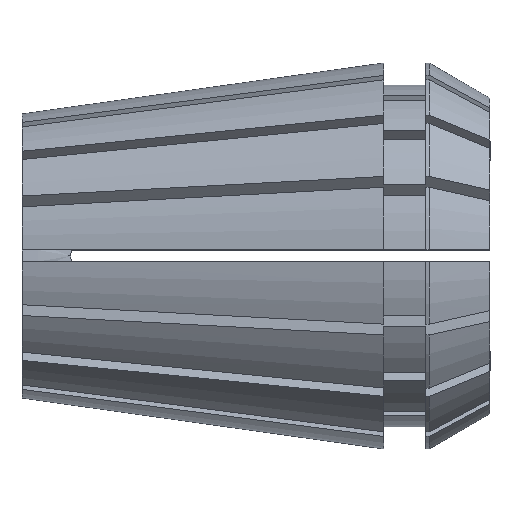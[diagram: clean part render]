
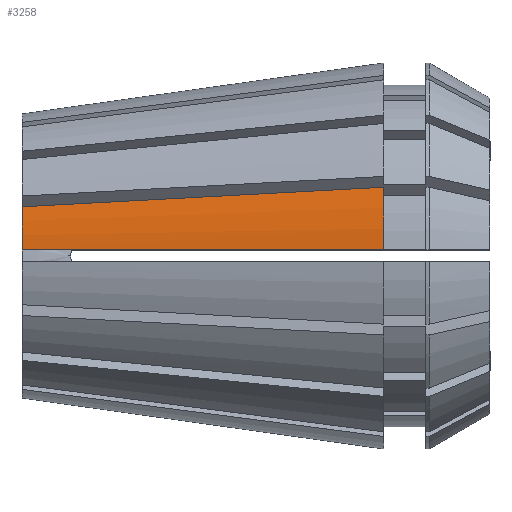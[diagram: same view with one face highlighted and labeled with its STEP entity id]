
A CAD part, top view. The second image highlights one B-rep face of the part: STEP entity #3258.
In plain terms, the highlighted conical face has half-angle 8 degrees and reference radius 16.5 mm.
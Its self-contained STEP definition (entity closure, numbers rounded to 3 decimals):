
#58 = CIRCLE ( 'NONE', #4665, 12.158 ) ;
#70 = CARTESIAN_POINT ( 'NONE',  ( 30.9, 5.85, 15.429 ) ) ;
#170 = CARTESIAN_POINT ( 'NONE',  ( 0., 0.5, 12.147 ) ) ;
#432 = EDGE_CURVE ( 'NONE', #4614, #4819, #2144, .T. ) ;
#794 = CARTESIAN_POINT ( 'NONE',  ( 29.285, 0.5, 16.266 ) ) ;
#1016 = FACE_OUTER_BOUND ( 'NONE', #2874, .T. ) ;
#1072 = CARTESIAN_POINT ( 'NONE',  ( 24.391, 5.499, 14.583 ) ) ;
#1187 = CONICAL_SURFACE ( 'NONE', #2932, 16.5, 0.14 ) ;
#1253 = CARTESIAN_POINT ( 'NONE',  ( 26.056, 0.5, 15.812 ) ) ;
#1300 = CARTESIAN_POINT ( 'NONE',  ( 0., 0., 0. ) ) ;
#1786 = DIRECTION ( 'NONE',  ( -1., 0., 0. ) ) ;
#1830 = CARTESIAN_POINT ( 'NONE',  ( 0., 0.5, 12.147 ) ) ;
#1856 = CARTESIAN_POINT ( 'NONE',  ( 3.953, 0.5, 12.703 ) ) ;
#2043 = CARTESIAN_POINT ( 'NONE',  ( 30.9, 0., 0. ) ) ;
#2144 = B_SPLINE_CURVE_WITH_KNOTS ( 'NONE', 3,
 ( #4976, #794, #4957, #1253, #5531, #2399, #1856, #5460, #5435, #1830 ),
 .UNSPECIFIED., .F., .F.,
 ( 4, 3, 3, 4 ),
 ( 0.062, 0.067, 0.089, 0.093 ),
 .UNSPECIFIED. ) ;
#2399 = CARTESIAN_POINT ( 'NONE',  ( 11.321, 0.5, 13.74 ) ) ;
#2467 = EDGE_CURVE ( 'NONE', #4614, #4549, #5084, .T. ) ;
#2623 = ORIENTED_EDGE ( 'NONE', *, *, #3668, .F. ) ;
#2640 = CARTESIAN_POINT ( 'NONE',  ( 21.136, 5.324, 14.16 ) ) ;
#2874 = EDGE_LOOP ( 'NONE', ( #2623, #4749, #4082, #6415 ) ) ;
#2932 = AXIS2_PLACEMENT_3D ( 'NONE', #3820, #5382, #4449 ) ;
#3075 = DIRECTION ( 'NONE',  ( -1., 0., 0. ) ) ;
#3179 = CARTESIAN_POINT ( 'NONE',  ( 27.645, 5.674, 15.006 ) ) ;
#3258 = ADVANCED_FACE ( 'NONE', ( #1016 ), #1187, .T. ) ;
#3337 = EDGE_CURVE ( 'NONE', #4819, #3341, #58, .T. ) ;
#3341 = VERTEX_POINT ( 'NONE', #3377 ) ;
#3377 = CARTESIAN_POINT ( 'NONE',  ( 0., 4.187, 11.414 ) ) ;
#3668 = EDGE_CURVE ( 'NONE', #3341, #4549, #5274, .T. ) ;
#3677 = CARTESIAN_POINT ( 'NONE',  ( 0., 4.187, 11.414 ) ) ;
#3820 = CARTESIAN_POINT ( 'NONE',  ( 30.9, 0., 0. ) ) ;
#3994 = CARTESIAN_POINT ( 'NONE',  ( 30.9, 5.85, 15.429 ) ) ;
#4082 = ORIENTED_EDGE ( 'NONE', *, *, #432, .F. ) ;
#4099 = CARTESIAN_POINT ( 'NONE',  ( 30.9, 0.5, 16.493 ) ) ;
#4449 = DIRECTION ( 'NONE',  ( 0., 0., -1. ) ) ;
#4549 = VERTEX_POINT ( 'NONE', #3994 ) ;
#4614 = VERTEX_POINT ( 'NONE', #4099 ) ;
#4665 = AXIS2_PLACEMENT_3D ( 'NONE', #1300, #1786, #4911 ) ;
#4718 = DIRECTION ( 'NONE',  ( 0., 0., 1. ) ) ;
#4749 = ORIENTED_EDGE ( 'NONE', *, *, #3337, .F. ) ;
#4819 = VERTEX_POINT ( 'NONE', #170 ) ;
#4911 = DIRECTION ( 'NONE',  ( 0., 0., 1. ) ) ;
#4957 = CARTESIAN_POINT ( 'NONE',  ( 27.67, 0.5, 16.039 ) ) ;
#4976 = CARTESIAN_POINT ( 'NONE',  ( 30.9, 0.5, 16.493 ) ) ;
#5084 = CIRCLE ( 'NONE', #6332, 16.5 ) ;
#5274 = B_SPLINE_CURVE_WITH_KNOTS ( 'NONE', 3,
 ( #3677, #5756, #5286, #2640, #1072, #3179, #70 ),
 .UNSPECIFIED., .F., .F.,
 ( 4, 3, 4 ),
 ( 0., 0.021, 0.031 ),
 .UNSPECIFIED. ) ;
#5286 = CARTESIAN_POINT ( 'NONE',  ( 14.091, 4.945, 13.245 ) ) ;
#5382 = DIRECTION ( 'NONE',  ( 1., 0., 0. ) ) ;
#5435 = CARTESIAN_POINT ( 'NONE',  ( 1.318, 0.5, 12.333 ) ) ;
#5460 = CARTESIAN_POINT ( 'NONE',  ( 2.635, 0.5, 12.518 ) ) ;
#5531 = CARTESIAN_POINT ( 'NONE',  ( 18.688, 0.5, 14.776 ) ) ;
#5756 = CARTESIAN_POINT ( 'NONE',  ( 7.045, 4.566, 12.33 ) ) ;
#6332 = AXIS2_PLACEMENT_3D ( 'NONE', #2043, #3075, #4718 ) ;
#6415 = ORIENTED_EDGE ( 'NONE', *, *, #2467, .T. ) ;
